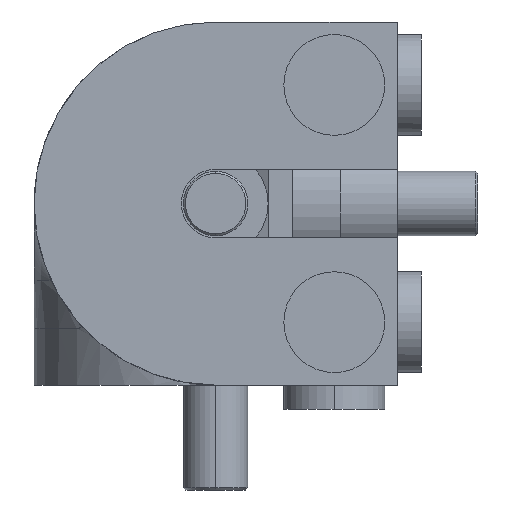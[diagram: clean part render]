
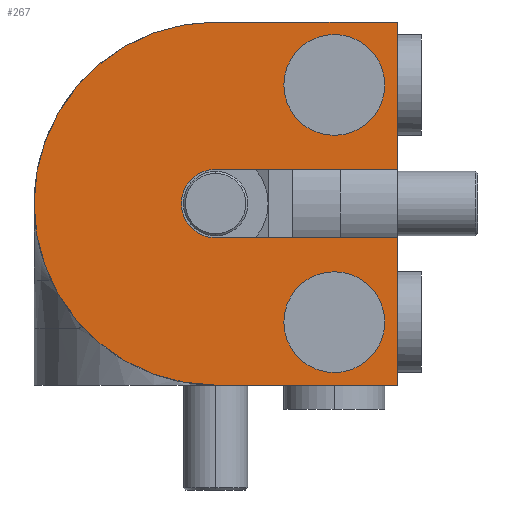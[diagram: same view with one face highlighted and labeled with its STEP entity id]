
A CAD part, left-side view. The second image highlights one B-rep face of the part: STEP entity #267.
In plain terms, the highlighted planar face has unit normal (-1, 0, 0).
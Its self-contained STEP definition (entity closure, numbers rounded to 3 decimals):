
#267 = ADVANCED_FACE ( 'NONE', ( #1128, #1089, #1149 ), #1125, .F. ) ;
#269 = EDGE_LOOP ( 'NONE', ( #707, #710 ) ) ;
#271 = VERTEX_POINT ( 'NONE', #1131 ) ;
#272 = EDGE_LOOP ( 'NONE', ( #712, #309, #302, #294, #299, #307, #300, #286 ) ) ;
#273 = EDGE_CURVE ( 'NONE', #549, #556, #1126, .T. ) ;
#280 = VERTEX_POINT ( 'NONE', #1177 ) ;
#282 = VERTEX_POINT ( 'NONE', #1169 ) ;
#284 = EDGE_CURVE ( 'NONE', #304, #280, #1158, .T. ) ;
#285 = VERTEX_POINT ( 'NONE', #1170 ) ;
#286 = ORIENTED_EDGE ( 'NONE', *, *, #321, .T. ) ;
#294 = ORIENTED_EDGE ( 'NONE', *, *, #308, .T. ) ;
#295 = EDGE_CURVE ( 'NONE', #304, #708, #1214, .T. ) ;
#299 = ORIENTED_EDGE ( 'NONE', *, *, #295, .F. ) ;
#300 = ORIENTED_EDGE ( 'NONE', *, *, #323, .T. ) ;
#302 = ORIENTED_EDGE ( 'NONE', *, *, #303, .T. ) ;
#303 = EDGE_CURVE ( 'NONE', #282, #709, #1204, .T. ) ;
#304 = VERTEX_POINT ( 'NONE', #1209 ) ;
#307 = ORIENTED_EDGE ( 'NONE', *, *, #284, .T. ) ;
#308 = EDGE_CURVE ( 'NONE', #709, #708, #1199, .T. ) ;
#309 = ORIENTED_EDGE ( 'NONE', *, *, #315, .F. ) ;
#315 = EDGE_CURVE ( 'NONE', #282, #706, #1187, .T. ) ;
#321 = EDGE_CURVE ( 'NONE', #285, #271, #1231, .T. ) ;
#322 = EDGE_CURVE ( 'NONE', #510, #541, #1232, .T. ) ;
#323 = EDGE_CURVE ( 'NONE', #280, #285, #1218, .T. ) ;
#327 = ORIENTED_EDGE ( 'NONE', *, *, #511, .F. ) ;
#328 = ORIENTED_EDGE ( 'NONE', *, *, #322, .F. ) ;
#329 = EDGE_LOOP ( 'NONE', ( #328, #327 ) ) ;
#510 = VERTEX_POINT ( 'NONE', #1534 ) ;
#511 = EDGE_CURVE ( 'NONE', #541, #510, #1544, .T. ) ;
#541 = VERTEX_POINT ( 'NONE', #1562 ) ;
#549 = VERTEX_POINT ( 'NONE', #1606 ) ;
#551 = EDGE_CURVE ( 'NONE', #556, #549, #1602, .T. ) ;
#556 = VERTEX_POINT ( 'NONE', #1596 ) ;
#706 = VERTEX_POINT ( 'NONE', #1882 ) ;
#707 = ORIENTED_EDGE ( 'NONE', *, *, #273, .F. ) ;
#708 = VERTEX_POINT ( 'NONE', #1831 ) ;
#709 = VERTEX_POINT ( 'NONE', #1873 ) ;
#710 = ORIENTED_EDGE ( 'NONE', *, *, #551, .F. ) ;
#711 = EDGE_CURVE ( 'NONE', #706, #271, #1928, .T. ) ;
#712 = ORIENTED_EDGE ( 'NONE', *, *, #711, .F. ) ;
#1089 = FACE_OUTER_BOUND ( 'NONE', #272, .T. ) ;
#1125 = PLANE ( 'NONE',  #1129 ) ;
#1126 = CIRCLE ( 'NONE', #1136, 6.25 ) ;
#1128 = FACE_BOUND ( 'NONE', #269, .T. ) ;
#1129 = AXIS2_PLACEMENT_3D ( 'NONE', #1183, #1182, #1181 ) ;
#1131 = CARTESIAN_POINT ( 'NONE',  ( -22.5, 0., 0. ) ) ;
#1136 = AXIS2_PLACEMENT_3D ( 'NONE', #1184, #1174, #1173 ) ;
#1149 = FACE_BOUND ( 'NONE', #329, .T. ) ;
#1155 = DIRECTION ( 'NONE',  ( 0., 1., 0. ) ) ;
#1156 = VECTOR ( 'NONE', #1155, 1000. ) ;
#1157 = CARTESIAN_POINT ( 'NONE',  ( -22.5, 0., 45. ) ) ;
#1158 = LINE ( 'NONE', #1157, #1156 ) ;
#1169 = CARTESIAN_POINT ( 'NONE',  ( -22.5, 22.5, 18.25 ) ) ;
#1170 = CARTESIAN_POINT ( 'NONE',  ( -22.5, 22.5, 0. ) ) ;
#1173 = DIRECTION ( 'NONE',  ( 0., 0., -1. ) ) ;
#1174 = DIRECTION ( 'NONE',  ( -1., 0., 0. ) ) ;
#1177 = CARTESIAN_POINT ( 'NONE',  ( -22.5, 22.5, 45. ) ) ;
#1181 = DIRECTION ( 'NONE',  ( 0., 0., -1. ) ) ;
#1182 = DIRECTION ( 'NONE',  ( 1., 0., 0. ) ) ;
#1183 = CARTESIAN_POINT ( 'NONE',  ( -22.5, 0., 13. ) ) ;
#1184 = CARTESIAN_POINT ( 'NONE',  ( -22.5, 7.8, 7.8 ) ) ;
#1186 = AXIS2_PLACEMENT_3D ( 'NONE', #1188, #1222, #1221 ) ;
#1187 = LINE ( 'NONE', #1200, #1238 ) ;
#1188 = CARTESIAN_POINT ( 'NONE',  ( -22.5, 7.8, 37.2 ) ) ;
#1192 = DIRECTION ( 'NONE',  ( 0., -1., 0. ) ) ;
#1193 = VECTOR ( 'NONE', #1192, 1000. ) ;
#1194 = CARTESIAN_POINT ( 'NONE',  ( -22.5, 45.001, 26.75 ) ) ;
#1195 = DIRECTION ( 'NONE',  ( 0., 0., -1. ) ) ;
#1196 = DIRECTION ( 'NONE',  ( 1., 0., 0. ) ) ;
#1197 = CARTESIAN_POINT ( 'NONE',  ( -22.5, 22.5, 22.5 ) ) ;
#1198 = AXIS2_PLACEMENT_3D ( 'NONE', #1197, #1196, #1195 ) ;
#1199 = LINE ( 'NONE', #1194, #1193 ) ;
#1200 = CARTESIAN_POINT ( 'NONE',  ( -22.5, 45.001, 18.25 ) ) ;
#1204 = CIRCLE ( 'NONE', #1198, 4.25 ) ;
#1206 = DIRECTION ( 'NONE',  ( 0., 0., -1. ) ) ;
#1207 = VECTOR ( 'NONE', #1206, 1000. ) ;
#1208 = CARTESIAN_POINT ( 'NONE',  ( -22.5, 0., 13. ) ) ;
#1209 = CARTESIAN_POINT ( 'NONE',  ( -22.5, 0., 45. ) ) ;
#1214 = LINE ( 'NONE', #1208, #1207 ) ;
#1216 = DIRECTION ( 'NONE',  ( 0., 0., 1. ) ) ;
#1217 = AXIS2_PLACEMENT_3D ( 'NONE', #1234, #1223, #1216 ) ;
#1218 = CIRCLE ( 'NONE', #1217, 22.5 ) ;
#1221 = DIRECTION ( 'NONE',  ( 0., 0., -1. ) ) ;
#1222 = DIRECTION ( 'NONE',  ( -1., 0., 0. ) ) ;
#1223 = DIRECTION ( 'NONE',  ( -1., 0., 0. ) ) ;
#1224 = DIRECTION ( 'NONE',  ( 0., -1., 0. ) ) ;
#1225 = VECTOR ( 'NONE', #1224, 1000. ) ;
#1226 = CARTESIAN_POINT ( 'NONE',  ( -22.5, 0., 0. ) ) ;
#1231 = LINE ( 'NONE', #1226, #1225 ) ;
#1232 = CIRCLE ( 'NONE', #1186, 6.25 ) ;
#1234 = CARTESIAN_POINT ( 'NONE',  ( -22.5, 22.5, 22.5 ) ) ;
#1235 = DIRECTION ( 'NONE',  ( 0., -1., 0. ) ) ;
#1238 = VECTOR ( 'NONE', #1235, 1000. ) ;
#1490 = CARTESIAN_POINT ( 'NONE',  ( -22.5, 7.8, 37.2 ) ) ;
#1530 = DIRECTION ( 'NONE',  ( 0., 0., -1. ) ) ;
#1531 = DIRECTION ( 'NONE',  ( -1., 0., 0. ) ) ;
#1532 = AXIS2_PLACEMENT_3D ( 'NONE', #1490, #1531, #1530 ) ;
#1534 = CARTESIAN_POINT ( 'NONE',  ( -22.5, 7.8, 30.95 ) ) ;
#1544 = CIRCLE ( 'NONE', #1532, 6.25 ) ;
#1562 = CARTESIAN_POINT ( 'NONE',  ( -22.5, 7.8, 43.45 ) ) ;
#1596 = CARTESIAN_POINT ( 'NONE',  ( -22.5, 7.8, 14.05 ) ) ;
#1597 = DIRECTION ( 'NONE',  ( 0., 0., -1. ) ) ;
#1598 = DIRECTION ( 'NONE',  ( -1., 0., 0. ) ) ;
#1599 = CARTESIAN_POINT ( 'NONE',  ( -22.5, 7.8, 7.8 ) ) ;
#1600 = AXIS2_PLACEMENT_3D ( 'NONE', #1599, #1598, #1597 ) ;
#1602 = CIRCLE ( 'NONE', #1600, 6.25 ) ;
#1606 = CARTESIAN_POINT ( 'NONE',  ( -22.5, 7.8, 1.55 ) ) ;
#1831 = CARTESIAN_POINT ( 'NONE',  ( -22.5, 0., 26.75 ) ) ;
#1873 = CARTESIAN_POINT ( 'NONE',  ( -22.5, 22.5, 26.75 ) ) ;
#1882 = CARTESIAN_POINT ( 'NONE',  ( -22.5, 0., 18.25 ) ) ;
#1924 = DIRECTION ( 'NONE',  ( 0., 0., -1. ) ) ;
#1925 = VECTOR ( 'NONE', #1924, 1000. ) ;
#1926 = CARTESIAN_POINT ( 'NONE',  ( -22.5, 0., 13. ) ) ;
#1928 = LINE ( 'NONE', #1926, #1925 ) ;
